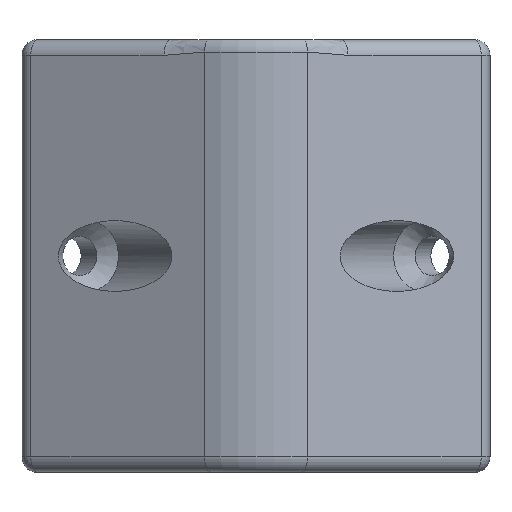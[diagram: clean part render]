
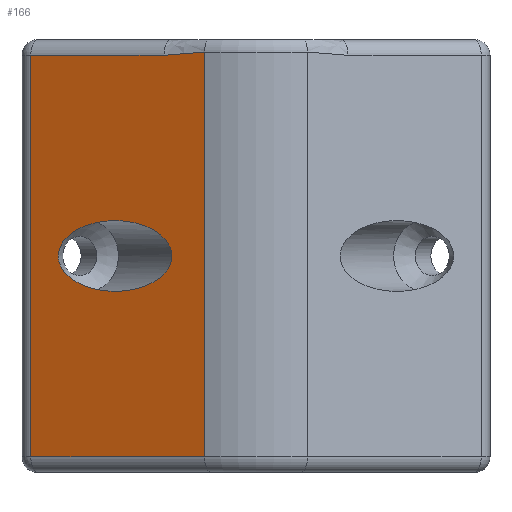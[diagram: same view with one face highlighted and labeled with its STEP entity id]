
A CAD part, front view. The second image highlights one B-rep face of the part: STEP entity #166.
In plain terms, the highlighted planar face has unit normal (-0.436, -0.9, 0).
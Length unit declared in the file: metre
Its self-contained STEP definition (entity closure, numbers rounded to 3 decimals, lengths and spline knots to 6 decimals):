
#166 = ADVANCED_FACE( '', ( #340, #341 ), #342, .F. );
#340 = FACE_BOUND( '', #780, .T. );
#341 = FACE_OUTER_BOUND( '', #781, .T. );
#342 = PLANE( '', #782 );
#780 = EDGE_LOOP( '', ( #1244 ) );
#781 = EDGE_LOOP( '', ( #1245, #1246, #1247, #1248, #1249 ) );
#782 = AXIS2_PLACEMENT_3D( '', #1250, #1251, #1252 );
#1244 = ORIENTED_EDGE( '', *, *, #1429, .T. );
#1245 = ORIENTED_EDGE( '', *, *, #1350, .F. );
#1246 = ORIENTED_EDGE( '', *, *, #1397, .T. );
#1247 = ORIENTED_EDGE( '', *, *, #1360, .T. );
#1248 = ORIENTED_EDGE( '', *, *, #1433, .T. );
#1249 = ORIENTED_EDGE( '', *, *, #1295, .T. );
#1250 = CARTESIAN_POINT( '', ( -0.017575, -0.008149, 0.055002 ) );
#1251 = DIRECTION( '', ( 0.436, 0.9, 0. ) );
#1252 = DIRECTION( '', ( -0.9, 0.436, 0. ) );
#1295 = EDGE_CURVE( '', #1460, #1457, #1461, .T. );
#1350 = EDGE_CURVE( '', #1549, #1457, #1551, .T. );
#1360 = EDGE_CURVE( '', #1560, #1450, #1564, .F. );
#1397 = EDGE_CURVE( '', #1549, #1560, #1611, .T. );
#1429 = EDGE_CURVE( '', #1649, #1649, #1650, .T. );
#1433 = EDGE_CURVE( '', #1450, #1460, #1654, .T. );
#1450 = VERTEX_POINT( '', #1673 );
#1457 = VERTEX_POINT( '', #1680 );
#1460 = VERTEX_POINT( '', #1683 );
#1461 = LINE( '', #1684, #1685 );
#1549 = VERTEX_POINT( '', #1812 );
#1551 = LINE( '', #1814, #1815 );
#1560 = VERTEX_POINT( '', #1826 );
#1564 = LINE( '', #1831, #1832 );
#1611 = B_SPLINE_CURVE_WITH_KNOTS( '', 3, ( #1907, #1908, #1909, #1910, #1911, #1912, #1913, #1914, #1915, #1916, #1917, #1918, #1919, #1920, #1921, #1922, #1923, #1924, #1925, #1926, #1927, #1928, #1929 ), .UNSPECIFIED., .F., .F., ( 4, 1, 1, 1, 2, 2, 2, 2, 2, 2, 2, 1, 1, 4 ), ( 0., 0.000358, 0.000716, 0.001074, 0.001431, 0.002147, 0.002863, 0.003579, 0.004294, 0.004473, 0.004652, 0.00501, 0.005368, 0.005726 ), .UNSPECIFIED. );
#1649 = VERTEX_POINT( '', #2022 );
#1650 = ELLIPSE( '', #2023, 0.00802, 0.0045 );
#1654 = LINE( '', #2028, #2029 );
#1673 = CARTESIAN_POINT( '', ( -0.028606, -0.0028, 0.053 ) );
#1680 = CARTESIAN_POINT( '', ( -0.006544, -0.013497, 0.002 ) );
#1683 = CARTESIAN_POINT( '', ( -0.028606, -0.0028, 0.002 ) );
#1684 = CARTESIAN_POINT( '', ( -0.017575, -0.008149, 0.002 ) );
#1685 = VECTOR( '', #2056, 1. );
#1812 = CARTESIAN_POINT( '', ( -0.006544, -0.013497, 0.0534 ) );
#1814 = CARTESIAN_POINT( '', ( -0.006544, -0.013497, 0.055002 ) );
#1815 = VECTOR( '', #2144, 1. );
#1826 = CARTESIAN_POINT( '', ( -0.011685, -0.011005, 0.053 ) );
#1831 = CARTESIAN_POINT( '', ( -0.028606, -0.0028, 0.053 ) );
#1832 = VECTOR( '', #2157, 1. );
#1907 = CARTESIAN_POINT( '', ( -0.006544, -0.013497, 0.0534 ) );
#1908 = CARTESIAN_POINT( '', ( -0.006652, -0.013445, 0.0534 ) );
#1909 = CARTESIAN_POINT( '', ( -0.006867, -0.013341, 0.053398 ) );
#1910 = CARTESIAN_POINT( '', ( -0.007189, -0.013185, 0.053387 ) );
#1911 = CARTESIAN_POINT( '', ( -0.00751, -0.013029, 0.053369 ) );
#1912 = CARTESIAN_POINT( '', ( -0.007724, -0.012925, 0.053353 ) );
#1913 = CARTESIAN_POINT( '', ( -0.008046, -0.012769, 0.053326 ) );
#1914 = CARTESIAN_POINT( '', ( -0.00826, -0.012665, 0.053305 ) );
#1915 = CARTESIAN_POINT( '', ( -0.008687, -0.012458, 0.053259 ) );
#1916 = CARTESIAN_POINT( '', ( -0.008901, -0.012354, 0.053234 ) );
#1917 = CARTESIAN_POINT( '', ( -0.009328, -0.012147, 0.053184 ) );
#1918 = CARTESIAN_POINT( '', ( -0.009542, -0.012044, 0.053158 ) );
#1919 = CARTESIAN_POINT( '', ( -0.009969, -0.011836, 0.053109 ) );
#1920 = CARTESIAN_POINT( '', ( -0.010183, -0.011733, 0.053087 ) );
#1921 = CARTESIAN_POINT( '', ( -0.010451, -0.011603, 0.053062 ) );
#1922 = CARTESIAN_POINT( '', ( -0.010505, -0.011577, 0.053057 ) );
#1923 = CARTESIAN_POINT( '', ( -0.010612, -0.011525, 0.053048 ) );
#1924 = CARTESIAN_POINT( '', ( -0.010665, -0.011499, 0.053044 ) );
#1925 = CARTESIAN_POINT( '', ( -0.010826, -0.011421, 0.053032 ) );
#1926 = CARTESIAN_POINT( '', ( -0.011041, -0.011317, 0.053017 ) );
#1927 = CARTESIAN_POINT( '', ( -0.011363, -0.011161, 0.053003 ) );
#1928 = CARTESIAN_POINT( '', ( -0.011577, -0.011057, 0.053 ) );
#1929 = CARTESIAN_POINT( '', ( -0.011685, -0.011005, 0.053 ) );
#2022 = CARTESIAN_POINT( '', ( -0.02512, -0.00449, 0.0275 ) );
#2023 = AXIS2_PLACEMENT_3D( '', #2245, #2246, #2247 );
#2028 = CARTESIAN_POINT( '', ( -0.028606, -0.0028, 0.055002 ) );
#2029 = VECTOR( '', #2249, 1. );
#2056 = DIRECTION( '', ( 0.9, -0.436, 0. ) );
#2144 = DIRECTION( '', ( 0., 0., -1. ) );
#2157 = DIRECTION( '', ( 0.9, -0.436, 0. ) );
#2245 = CARTESIAN_POINT( '', ( -0.017904, -0.007989, 0.0275 ) );
#2246 = DIRECTION( '', ( 0.436, 0.9, 0. ) );
#2247 = DIRECTION( '', ( -0.9, 0.436, 0. ) );
#2249 = DIRECTION( '', ( 0., 0., -1. ) );
